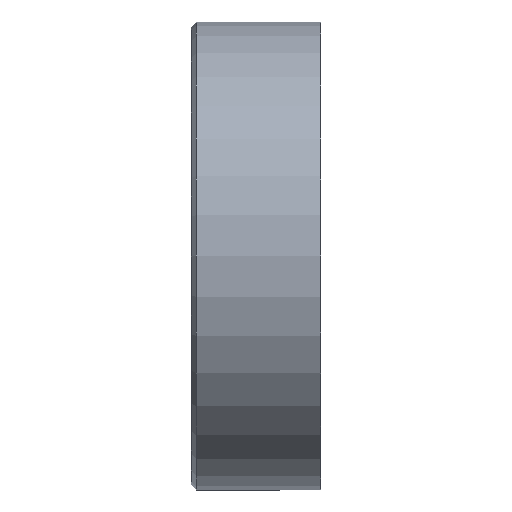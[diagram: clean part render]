
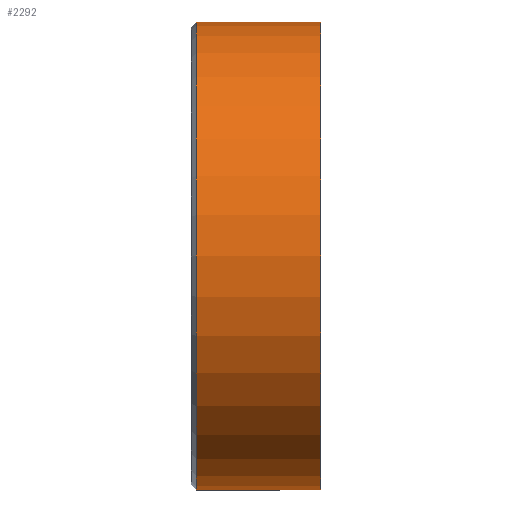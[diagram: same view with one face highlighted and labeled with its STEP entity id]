
A CAD part, left-side view. The second image highlights one B-rep face of the part: STEP entity #2292.
In plain terms, the highlighted cylindrical face has radius 45 mm (diameter 90 mm), a partial arc.
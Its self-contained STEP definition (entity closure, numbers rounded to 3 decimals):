
#242=CYLINDRICAL_SURFACE('',#2489,45.);
#272=CIRCLE('',#2487,45.);
#273=CIRCLE('',#2490,45.);
#464=FACE_OUTER_BOUND('',#600,.T.);
#600=EDGE_LOOP('',(#1622,#1623,#1624,#1625));
#780=LINE('',#3596,#907);
#781=LINE('',#3599,#908);
#907=VECTOR('',#2828,10.);
#908=VECTOR('',#2831,10.);
#1025=VERTEX_POINT('',#3572);
#1030=VERTEX_POINT('',#3586);
#1032=VERTEX_POINT('',#3595);
#1033=VERTEX_POINT('',#3597);
#1304=EDGE_CURVE('',#1025,#1030,#272,.T.);
#1307=EDGE_CURVE('',#1025,#1032,#780,.T.);
#1308=EDGE_CURVE('',#1032,#1033,#273,.T.);
#1309=EDGE_CURVE('',#1030,#1033,#781,.T.);
#1622=ORIENTED_EDGE('',*,*,#1304,.F.);
#1623=ORIENTED_EDGE('',*,*,#1307,.T.);
#1624=ORIENTED_EDGE('',*,*,#1308,.T.);
#1625=ORIENTED_EDGE('',*,*,#1309,.F.);
#2292=ADVANCED_FACE('',(#464),#242,.T.);
#2487=AXIS2_PLACEMENT_3D('',#3590,#2820,#2821);
#2489=AXIS2_PLACEMENT_3D('',#3594,#2826,#2827);
#2490=AXIS2_PLACEMENT_3D('',#3598,#2829,#2830);
#2820=DIRECTION('center_axis',(0.,1.,0.));
#2821=DIRECTION('ref_axis',(-1.,0.,0.));
#2826=DIRECTION('center_axis',(0.,-1.,0.));
#2827=DIRECTION('ref_axis',(-1.,0.,0.));
#2828=DIRECTION('',(0.,-1.,0.));
#2829=DIRECTION('center_axis',(0.,1.,0.));
#2830=DIRECTION('ref_axis',(-1.,0.,0.));
#2831=DIRECTION('',(0.,-1.,0.));
#3572=CARTESIAN_POINT('',(0.,-1.,-45.));
#3586=CARTESIAN_POINT('',(0.,-1.,45.));
#3590=CARTESIAN_POINT('Origin',(0.,-1.,0.));
#3594=CARTESIAN_POINT('Origin',(0.,0.,0.));
#3595=CARTESIAN_POINT('',(0.,-25.,-45.));
#3596=CARTESIAN_POINT('',(0.,0.,-45.));
#3597=CARTESIAN_POINT('',(0.,-25.,45.));
#3598=CARTESIAN_POINT('Origin',(0.,-25.,0.));
#3599=CARTESIAN_POINT('',(0.,0.,45.));
